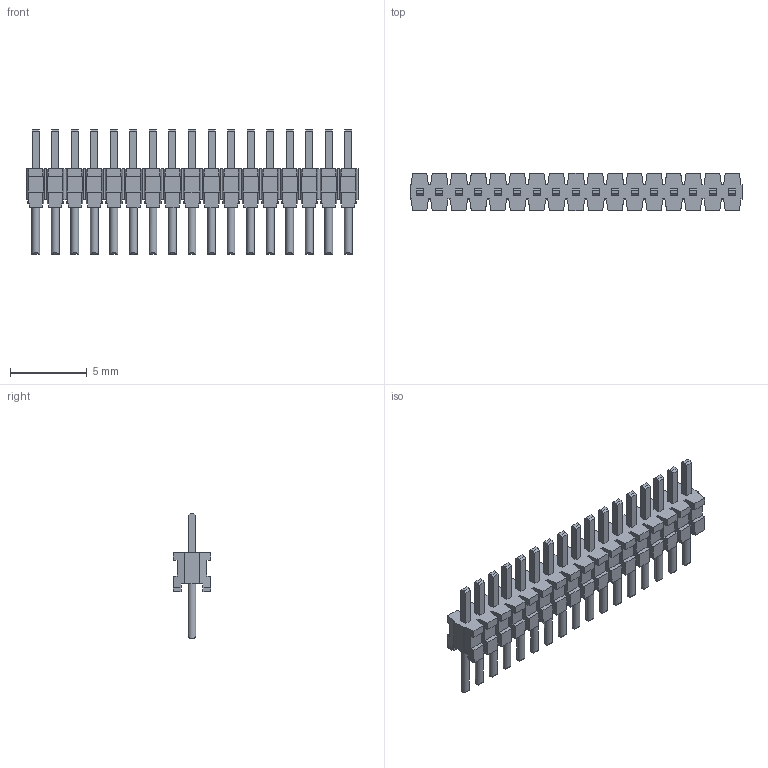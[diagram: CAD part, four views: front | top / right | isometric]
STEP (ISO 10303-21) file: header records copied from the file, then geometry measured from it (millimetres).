
FILE_DESCRIPTION(('FreeCAD Model'),'2;1');
FILE_NAME('Open CASCADE Shape Model','2025-01-08T13:59:16',(''),(''), 'Open CASCADE STEP processor 7.8','FreeCAD','Unknown');
FILE_SCHEMA(('AUTOMOTIVE_DESIGN { 1 0 10303 214 1 1 1 1 }'));
Length unit declared in the file: millimetre
Products named in the file (2): TMS-117-S_header; T-1M6-17-02-S
Bounding box: 21.59 x 2.44 x 8.13 mm (x, y, z)
Volume: 121.2 mm3; surface area: 652.5 mm2
Topology: 2 solids, 2 shells, 735 faces, 2141 edges, 1426 vertices
Faces by surface type: plane 718, cylinder 17
Full cylindrical faces by diameter (mm): 0.508 x17
Entity records: 23960 total; most frequent: CARTESIAN_POINT 4320, ORIENTED_EDGE 4282, DIRECTION 3698, EDGE_CURVE 2141, LINE 2022, VECTOR 2022, VERTEX_POINT 1426, AXIS2_PLACEMENT_3D 838
